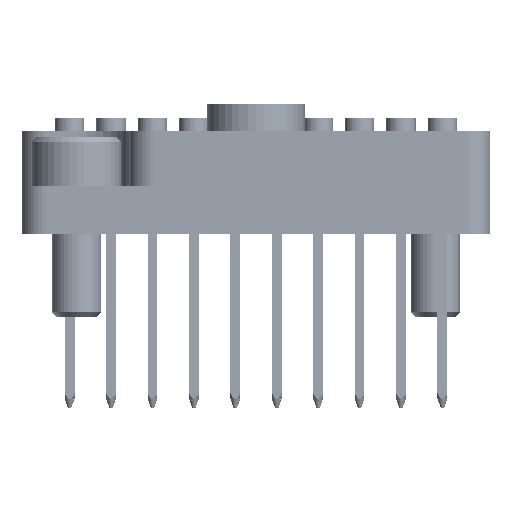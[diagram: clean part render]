
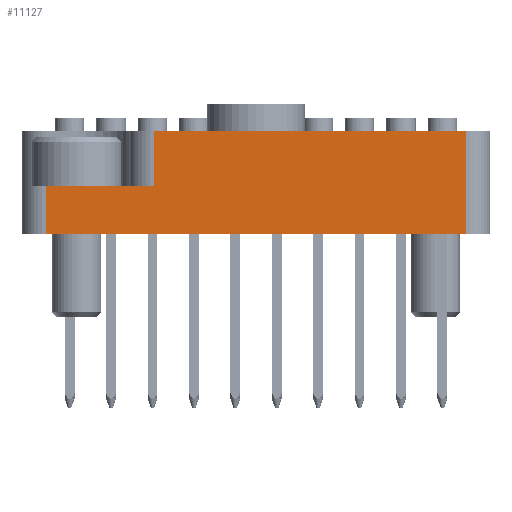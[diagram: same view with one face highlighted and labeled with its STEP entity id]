
A CAD part, front view. The second image highlights one B-rep face of the part: STEP entity #11127.
In plain terms, the highlighted face is planar.
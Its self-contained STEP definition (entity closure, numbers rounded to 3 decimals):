
#146 = VECTOR ( 'NONE', #26469, 1000. ) ;
#1353 = VECTOR ( 'NONE', #33001, 1000. ) ;
#1604 = ORIENTED_EDGE ( 'NONE', *, *, #27366, .F. ) ;
#1779 = EDGE_LOOP ( 'NONE', ( #18056, #25508, #29639, #38423, #1604, #30958 ) ) ;
#2117 = EDGE_CURVE ( 'NONE', #25529, #30658, #29811, .T. ) ;
#2688 = CARTESIAN_POINT ( 'NONE',  ( -30., 2.95, -7.75 ) ) ;
#2740 = FACE_OUTER_BOUND ( 'NONE', #1779, .T. ) ;
#4850 = VERTEX_POINT ( 'NONE', #13828 ) ;
#5519 = LINE ( 'NONE', #35201, #146 ) ;
#6654 = LINE ( 'NONE', #33773, #1353 ) ;
#8915 = DIRECTION ( 'NONE',  ( 0., 0., -1. ) ) ;
#8989 = VECTOR ( 'NONE', #32938, 1000. ) ;
#9166 = DIRECTION ( 'NONE',  ( 1., 0., 0. ) ) ;
#11044 = AXIS2_PLACEMENT_3D ( 'NONE', #20695, #9166, #23251 ) ;
#11127 = ADVANCED_FACE ( 'NONE', ( #2740 ), #15228, .F. ) ;
#12540 = LINE ( 'NONE', #33415, #14812 ) ;
#13673 = CARTESIAN_POINT ( 'NONE',  ( -30., 2.95, -12.85 ) ) ;
#13828 = CARTESIAN_POINT ( 'NONE',  ( -30., 6.35, 12.85 ) ) ;
#14601 = DIRECTION ( 'NONE',  ( 0., 0., 1. ) ) ;
#14812 = VECTOR ( 'NONE', #18209, 1000. ) ;
#15228 = PLANE ( 'NONE',  #11044 ) ;
#16853 = VERTEX_POINT ( 'NONE', #26020 ) ;
#16865 = CARTESIAN_POINT ( 'NONE',  ( -30., 0., -12.85 ) ) ;
#18056 = ORIENTED_EDGE ( 'NONE', *, *, #22255, .T. ) ;
#18209 = DIRECTION ( 'NONE',  ( 0., 0., -1. ) ) ;
#18283 = VECTOR ( 'NONE', #14601, 1000. ) ;
#20695 = CARTESIAN_POINT ( 'NONE',  ( -30., 6.35, 14.35 ) ) ;
#22255 = EDGE_CURVE ( 'NONE', #4850, #31157, #30697, .T. ) ;
#22560 = EDGE_CURVE ( 'NONE', #16853, #4850, #6654, .T. ) ;
#23251 = DIRECTION ( 'NONE',  ( 0., 1., 0. ) ) ;
#23408 = CARTESIAN_POINT ( 'NONE',  ( -30., 0., -12.85 ) ) ;
#23580 = VERTEX_POINT ( 'NONE', #16865 ) ;
#24251 = EDGE_CURVE ( 'NONE', #31157, #30658, #5519, .T. ) ;
#24415 = VECTOR ( 'NONE', #8915, 1000. ) ;
#25043 = CARTESIAN_POINT ( 'NONE',  ( -30., 2.95, -6.25 ) ) ;
#25508 = ORIENTED_EDGE ( 'NONE', *, *, #24251, .T. ) ;
#25529 = VERTEX_POINT ( 'NONE', #13673 ) ;
#26020 = CARTESIAN_POINT ( 'NONE',  ( -30., 0., 12.85 ) ) ;
#26469 = DIRECTION ( 'NONE',  ( 0., -1., 0. ) ) ;
#27366 = EDGE_CURVE ( 'NONE', #16853, #23580, #12540, .T. ) ;
#29259 = LINE ( 'NONE', #23408, #8989 ) ;
#29639 = ORIENTED_EDGE ( 'NONE', *, *, #2117, .F. ) ;
#29811 = LINE ( 'NONE', #2688, #18283 ) ;
#30658 = VERTEX_POINT ( 'NONE', #25043 ) ;
#30697 = LINE ( 'NONE', #35609, #24415 ) ;
#30958 = ORIENTED_EDGE ( 'NONE', *, *, #22560, .T. ) ;
#31157 = VERTEX_POINT ( 'NONE', #31391 ) ;
#31391 = CARTESIAN_POINT ( 'NONE',  ( -30., 6.35, -6.25 ) ) ;
#32938 = DIRECTION ( 'NONE',  ( 0., -1., 0. ) ) ;
#33001 = DIRECTION ( 'NONE',  ( 0., 1., 0. ) ) ;
#33415 = CARTESIAN_POINT ( 'NONE',  ( -30., 0., 14.35 ) ) ;
#33773 = CARTESIAN_POINT ( 'NONE',  ( -30., 6.35, 12.85 ) ) ;
#34308 = EDGE_CURVE ( 'NONE', #25529, #23580, #29259, .T. ) ;
#35201 = CARTESIAN_POINT ( 'NONE',  ( -30., 6.35, -6.25 ) ) ;
#35609 = CARTESIAN_POINT ( 'NONE',  ( -30., 6.35, 14.35 ) ) ;
#38423 = ORIENTED_EDGE ( 'NONE', *, *, #34308, .T. ) ;
